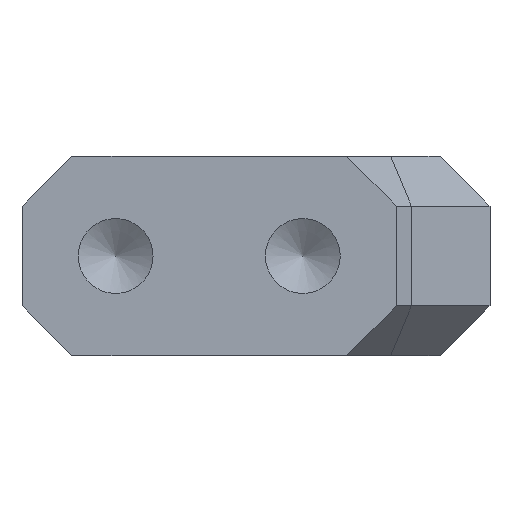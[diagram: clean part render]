
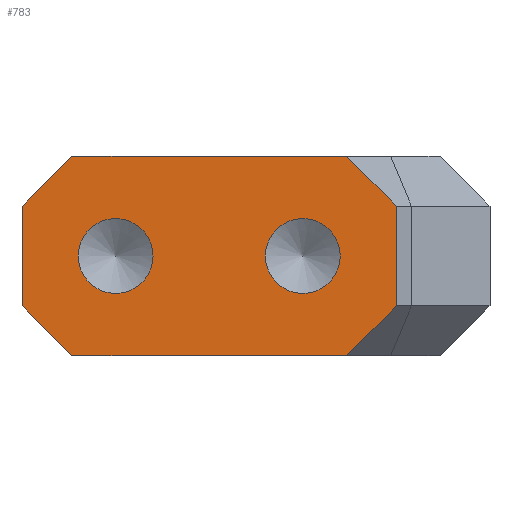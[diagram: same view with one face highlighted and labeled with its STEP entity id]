
A CAD part, front view. The second image highlights one B-rep face of the part: STEP entity #783.
In plain terms, the highlighted planar face has unit normal (0, -1, 0).
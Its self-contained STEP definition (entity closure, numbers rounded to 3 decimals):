
#18=FACE_BOUND('',#136,.T.);
#19=FACE_BOUND('',#137,.T.);
#47=PLANE('',#856);
#89=FACE_OUTER_BOUND('',#135,.T.);
#135=EDGE_LOOP('',(#674,#675,#676,#677,#678,#679,#680,#681));
#136=EDGE_LOOP('',(#682,#683));
#137=EDGE_LOOP('',(#684,#685));
#173=LINE('',#1165,#262);
#180=LINE('',#1178,#269);
#188=LINE('',#1200,#277);
#207=LINE('',#1236,#296);
#218=LINE('',#1260,#307);
#223=LINE('',#1270,#312);
#225=LINE('',#1273,#314);
#226=LINE('',#1274,#315);
#262=VECTOR('',#942,10.);
#269=VECTOR('',#951,10.);
#277=VECTOR('',#969,10.);
#296=VECTOR('',#1002,10.);
#307=VECTOR('',#1027,10.);
#312=VECTOR('',#1036,10.);
#314=VECTOR('',#1040,10.);
#315=VECTOR('',#1041,10.);
#337=CIRCLE('',#857,3.);
#338=CIRCLE('',#858,3.);
#339=CIRCLE('',#859,3.);
#340=CIRCLE('',#860,3.);
#371=VERTEX_POINT('',#1162);
#372=VERTEX_POINT('',#1164);
#377=VERTEX_POINT('',#1176);
#385=VERTEX_POINT('',#1197);
#386=VERTEX_POINT('',#1199);
#401=VERTEX_POINT('',#1257);
#402=VERTEX_POINT('',#1259);
#405=VERTEX_POINT('',#1269);
#406=VERTEX_POINT('',#1275);
#407=VERTEX_POINT('',#1276);
#408=VERTEX_POINT('',#1279);
#409=VERTEX_POINT('',#1280);
#452=EDGE_CURVE('',#371,#372,#173,.T.);
#459=EDGE_CURVE('',#377,#371,#180,.T.);
#469=EDGE_CURVE('',#385,#386,#188,.T.);
#488=EDGE_CURVE('',#385,#372,#207,.T.);
#499=EDGE_CURVE('',#401,#402,#218,.T.);
#504=EDGE_CURVE('',#402,#405,#223,.T.);
#506=EDGE_CURVE('',#405,#377,#225,.T.);
#507=EDGE_CURVE('',#401,#386,#226,.T.);
#508=EDGE_CURVE('',#406,#407,#337,.T.);
#509=EDGE_CURVE('',#407,#406,#338,.T.);
#510=EDGE_CURVE('',#408,#409,#339,.T.);
#511=EDGE_CURVE('',#409,#408,#340,.T.);
#674=ORIENTED_EDGE('',*,*,#452,.F.);
#675=ORIENTED_EDGE('',*,*,#459,.F.);
#676=ORIENTED_EDGE('',*,*,#506,.F.);
#677=ORIENTED_EDGE('',*,*,#504,.F.);
#678=ORIENTED_EDGE('',*,*,#499,.F.);
#679=ORIENTED_EDGE('',*,*,#507,.T.);
#680=ORIENTED_EDGE('',*,*,#469,.F.);
#681=ORIENTED_EDGE('',*,*,#488,.T.);
#682=ORIENTED_EDGE('',*,*,#508,.T.);
#683=ORIENTED_EDGE('',*,*,#509,.T.);
#684=ORIENTED_EDGE('',*,*,#510,.T.);
#685=ORIENTED_EDGE('',*,*,#511,.T.);
#783=ADVANCED_FACE('',(#89,#18,#19),#47,.T.);
#856=AXIS2_PLACEMENT_3D('',#1272,#1038,#1039);
#857=AXIS2_PLACEMENT_3D('',#1277,#1042,#1043);
#858=AXIS2_PLACEMENT_3D('',#1278,#1044,#1045);
#859=AXIS2_PLACEMENT_3D('',#1281,#1046,#1047);
#860=AXIS2_PLACEMENT_3D('',#1282,#1048,#1049);
#942=DIRECTION('',(0.707,0.,-0.707));
#951=DIRECTION('',(1.,0.,0.));
#969=DIRECTION('',(-0.707,0.,-0.707));
#1002=DIRECTION('',(0.,0.,1.));
#1027=DIRECTION('',(-0.707,0.,0.707));
#1036=DIRECTION('',(0.,0.,1.));
#1038=DIRECTION('center_axis',(0.,-1.,0.));
#1039=DIRECTION('ref_axis',(1.,0.,0.));
#1040=DIRECTION('',(0.707,0.,0.707));
#1041=DIRECTION('',(1.,0.,0.));
#1042=DIRECTION('center_axis',(0.,1.,0.));
#1043=DIRECTION('ref_axis',(1.,0.,0.));
#1044=DIRECTION('center_axis',(0.,1.,0.));
#1045=DIRECTION('ref_axis',(1.,0.,0.));
#1046=DIRECTION('center_axis',(0.,1.,0.));
#1047=DIRECTION('ref_axis',(1.,0.,0.));
#1048=DIRECTION('center_axis',(0.,1.,0.));
#1049=DIRECTION('ref_axis',(1.,0.,0.));
#1162=CARTESIAN_POINT('',(26.,0.,16.));
#1164=CARTESIAN_POINT('',(30.,0.,12.));
#1165=CARTESIAN_POINT('',(24.5,0.,17.5));
#1176=CARTESIAN_POINT('',(4.,0.,16.));
#1178=CARTESIAN_POINT('',(0.,0.,16.));
#1197=CARTESIAN_POINT('',(30.,0.,4.));
#1199=CARTESIAN_POINT('',(26.,0.,0.));
#1200=CARTESIAN_POINT('',(20.5,0.,-5.5));
#1236=CARTESIAN_POINT('',(30.,0.,0.));
#1257=CARTESIAN_POINT('',(4.,0.,0.));
#1259=CARTESIAN_POINT('',(0.,0.,4.));
#1260=CARTESIAN_POINT('',(2.,0.,2.));
#1269=CARTESIAN_POINT('',(0.,0.,12.));
#1270=CARTESIAN_POINT('',(0.,0.,0.));
#1272=CARTESIAN_POINT('Origin',(0.,0.,0.));
#1273=CARTESIAN_POINT('',(-2.,0.,10.));
#1274=CARTESIAN_POINT('',(0.,0.,0.));
#1275=CARTESIAN_POINT('',(10.5,0.,8.));
#1276=CARTESIAN_POINT('',(4.5,0.,8.));
#1277=CARTESIAN_POINT('Origin',(7.5,0.,8.));
#1278=CARTESIAN_POINT('Origin',(7.5,0.,8.));
#1279=CARTESIAN_POINT('',(25.5,0.,8.));
#1280=CARTESIAN_POINT('',(19.5,0.,8.));
#1281=CARTESIAN_POINT('Origin',(22.5,0.,8.));
#1282=CARTESIAN_POINT('Origin',(22.5,0.,8.));
